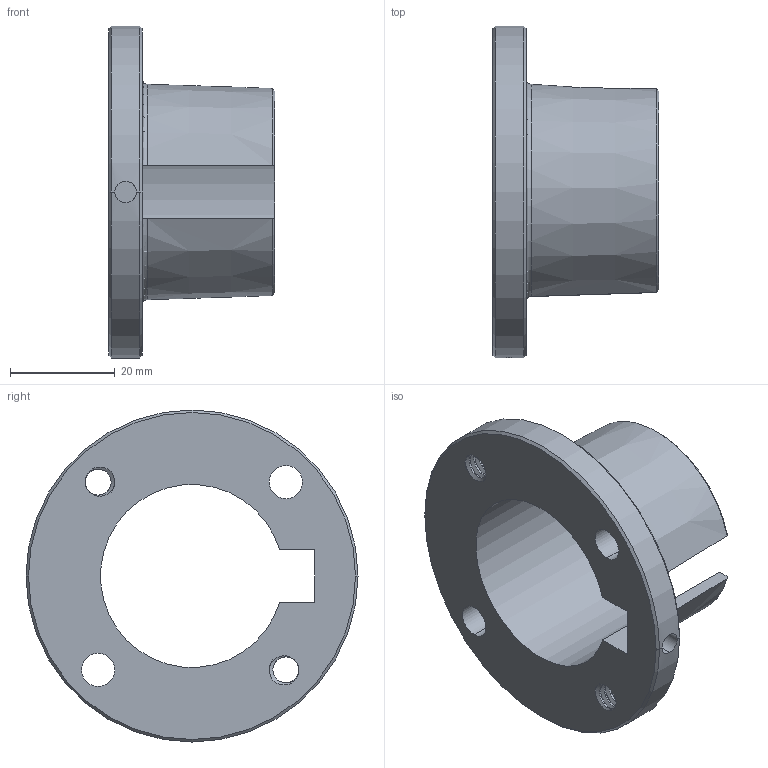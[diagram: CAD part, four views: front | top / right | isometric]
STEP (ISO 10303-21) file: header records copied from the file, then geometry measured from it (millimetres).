
FILE_DESCRIPTION((''),'2;1');
FILE_NAME('001_QUICK_DETACHABLE_BUSHING_ASM','2020-05-25T',('Designer'),(''),'PRO/ENGINEER BY PARAMETRIC TECHNOLOGY CORPORATION, 2017170','PRO/ENGINEER BY PARAMETRIC TECHNOLOGY CORPORATION, 2017170','');
FILE_SCHEMA(('AUTOMOTIVE_DESIGN { 1 0 10303 214 1 1 1 1 }'));
Length unit declared in the file: inch
Products named in the file (2): BUSHING; 001_QUICK_DETACHABLE_BUSHING_ASM
Assembly tree (1 placements, depth 2):
  001_QUICK_DETACHABLE_BUSHING_ASM
    BUSHING
Bounding box: 31.75 x 63.5 x 63.5 mm (x, y, z)
Volume: 20343.1 mm3; surface area: 12161.9 mm2
Topology: 1 solids, 1 shells, 61 faces, 165 edges, 106 vertices
Faces by surface type: cylinder 29, bspline 18, plane 7, cone 6, torus 1
Entity records: 6328 total; most frequent: CARTESIAN_POINT 3039, ORIENTED_EDGE 330, PRESENTATION_STYLE_ASSIGNMENT 227, DIRECTION 203, STYLED_ITEM 166, CURVE_STYLE 165, EDGE_CURVE 165, FILL_AREA_STYLE_COLOUR 123
